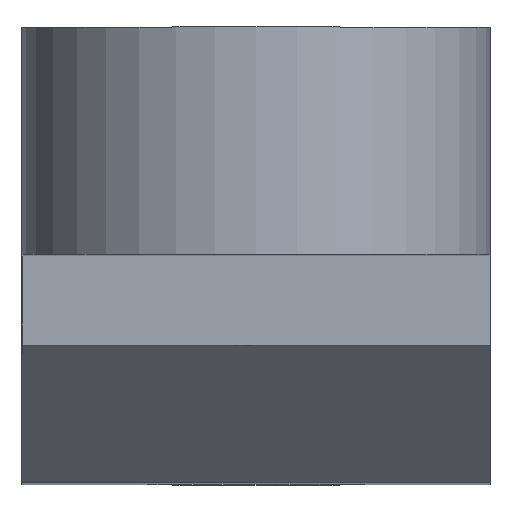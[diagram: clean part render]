
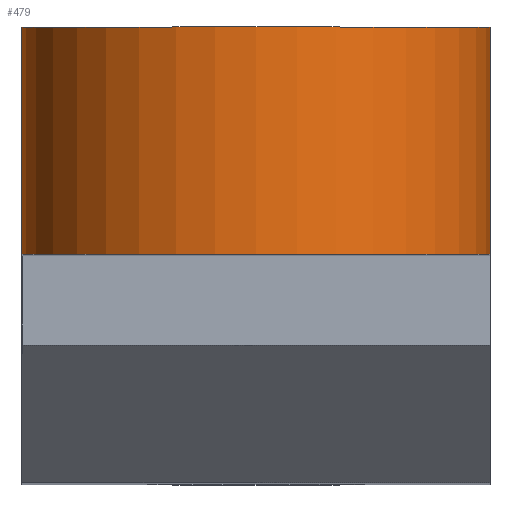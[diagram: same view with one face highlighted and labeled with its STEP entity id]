
A CAD part, top view. The second image highlights one B-rep face of the part: STEP entity #479.
In plain terms, the highlighted cylindrical face has radius 3.4 mm (diameter 6.8 mm), a partial arc.
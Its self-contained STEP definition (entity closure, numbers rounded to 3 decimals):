
#3 = VERTEX_POINT ( 'NONE', #336 ) ;
#5 = CIRCLE ( 'NONE', #400, 3.4 ) ;
#13 = CYLINDRICAL_SURFACE ( 'NONE', #579, 3.4 ) ;
#20 = EDGE_CURVE ( 'NONE', #456, #464, #327, .T. ) ;
#35 = DIRECTION ( 'NONE',  ( 0., 1., 0. ) ) ;
#66 = CARTESIAN_POINT ( 'NONE',  ( -3.4, 4.95, 0. ) ) ;
#94 = LINE ( 'NONE', #390, #168 ) ;
#133 = EDGE_CURVE ( 'NONE', #279, #3, #94, .T. ) ;
#134 = VECTOR ( 'NONE', #520, 1000. ) ;
#168 = VECTOR ( 'NONE', #622, 1000. ) ;
#235 = ORIENTED_EDGE ( 'NONE', *, *, #611, .T. ) ;
#249 = DIRECTION ( 'NONE',  ( 0., 1., 0. ) ) ;
#250 = EDGE_LOOP ( 'NONE', ( #235, #437, #357, #461 ) ) ;
#279 = VERTEX_POINT ( 'NONE', #66 ) ;
#297 = DIRECTION ( 'NONE',  ( 0., 0., -1. ) ) ;
#301 = FACE_OUTER_BOUND ( 'NONE', #250, .T. ) ;
#327 = LINE ( 'NONE', #477, #134 ) ;
#336 = CARTESIAN_POINT ( 'NONE',  ( -3.4, 1.65, 0. ) ) ;
#357 = ORIENTED_EDGE ( 'NONE', *, *, #422, .F. ) ;
#390 = CARTESIAN_POINT ( 'NONE',  ( -3.4, 4.95, 0. ) ) ;
#399 = CARTESIAN_POINT ( 'NONE',  ( 3.4, 4.95, 0. ) ) ;
#400 = AXIS2_PLACEMENT_3D ( 'NONE', #463, #35, #592 ) ;
#402 = CARTESIAN_POINT ( 'NONE',  ( 0., 1.65, 0. ) ) ;
#410 = DIRECTION ( 'NONE',  ( 0., 0., 1. ) ) ;
#422 = EDGE_CURVE ( 'NONE', #279, #456, #5, .T. ) ;
#435 = AXIS2_PLACEMENT_3D ( 'NONE', #402, #249, #410 ) ;
#437 = ORIENTED_EDGE ( 'NONE', *, *, #20, .F. ) ;
#440 = DIRECTION ( 'NONE',  ( 0., -1., 0. ) ) ;
#454 = CARTESIAN_POINT ( 'NONE',  ( 0., 4.95, 0. ) ) ;
#456 = VERTEX_POINT ( 'NONE', #399 ) ;
#461 = ORIENTED_EDGE ( 'NONE', *, *, #133, .T. ) ;
#463 = CARTESIAN_POINT ( 'NONE',  ( 0., 4.95, 0. ) ) ;
#464 = VERTEX_POINT ( 'NONE', #541 ) ;
#471 = CIRCLE ( 'NONE', #435, 3.4 ) ;
#477 = CARTESIAN_POINT ( 'NONE',  ( 3.4, 4.95, 0. ) ) ;
#479 = ADVANCED_FACE ( 'NONE', ( #301 ), #13, .T. ) ;
#520 = DIRECTION ( 'NONE',  ( 0., -1., 0. ) ) ;
#541 = CARTESIAN_POINT ( 'NONE',  ( 3.4, 1.65, 0. ) ) ;
#579 = AXIS2_PLACEMENT_3D ( 'NONE', #454, #440, #297 ) ;
#592 = DIRECTION ( 'NONE',  ( 0., 0., 1. ) ) ;
#611 = EDGE_CURVE ( 'NONE', #3, #464, #471, .T. ) ;
#622 = DIRECTION ( 'NONE',  ( 0., -1., 0. ) ) ;
